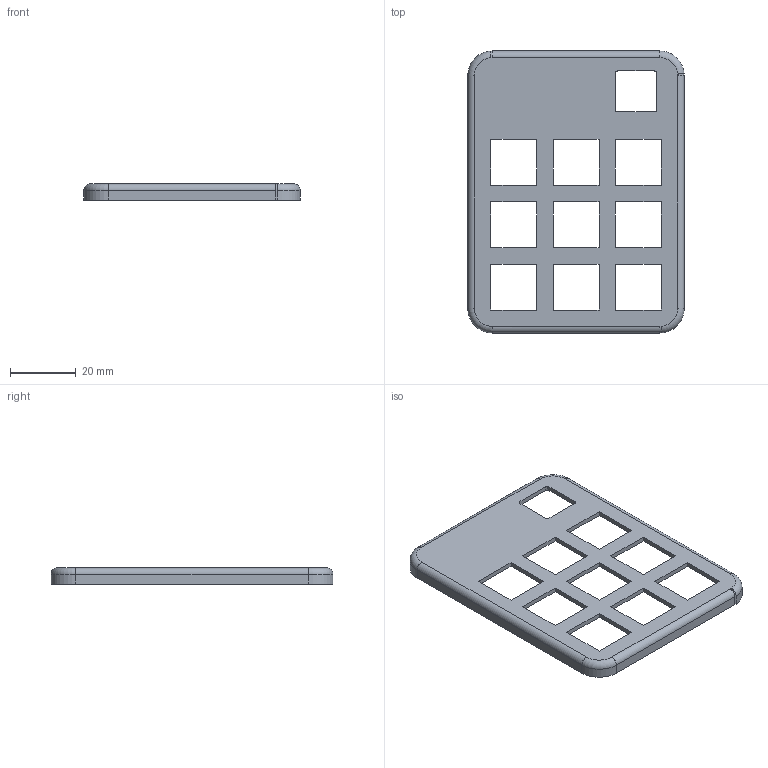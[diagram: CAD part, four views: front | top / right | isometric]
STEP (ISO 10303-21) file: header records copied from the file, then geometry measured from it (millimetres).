
FILE_DESCRIPTION(/* description */ (''),/* implementation_level */ '2;1');
FILE_NAME(/* name */ 'MacroBoardCover.step',/* time_stamp */ '2022-09-10T13:15:20-05:00',/* author */ (''),/* organization */ (''),/* preprocessor_version */ 'ST-DEVELOPER v19',/* originating_system */ 'Autodesk Translation Framework v11.7.0.108',/* authorisation */ '');
FILE_SCHEMA (('AUTOMOTIVE_DESIGN { 1 0 10303 214 3 1 1 }'));
Length unit declared in the file: millimetre
Products named in the file (1): Cover
Bounding box: 65.96 x 85.95 x 5 mm (x, y, z)
Volume: 6882 mm3; surface area: 10148.1 mm2
Topology: 1 solids, 1 shells, 107 faces, 287 edges, 184 vertices
Faces by surface type: plane 65, cylinder 30, torus 8, bspline 4
Entity records: 3507 total; most frequent: CARTESIAN_POINT 745, ORIENTED_EDGE 574, DIRECTION 537, EDGE_CURVE 287, LINE 217, VECTOR 217, VERTEX_POINT 184, AXIS2_PLACEMENT_3D 160
